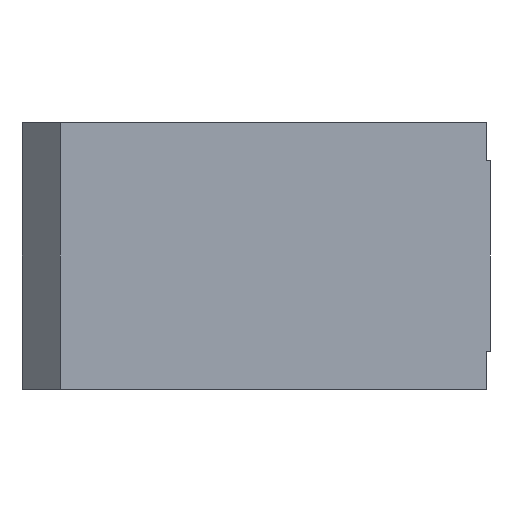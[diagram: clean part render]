
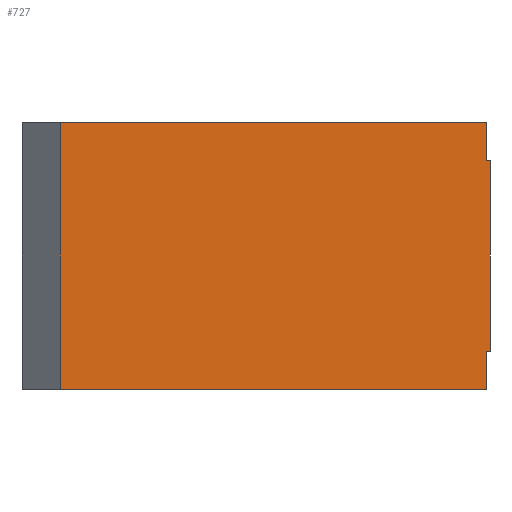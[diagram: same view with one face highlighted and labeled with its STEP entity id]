
A CAD part, left-side view. The second image highlights one B-rep face of the part: STEP entity #727.
In plain terms, the highlighted face is planar.
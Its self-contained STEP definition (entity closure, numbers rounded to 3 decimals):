
#44 = CARTESIAN_POINT ( 'NONE',  ( -6.2, 28.5, -2.5 ) ) ;
#102 = EDGE_CURVE ( 'NONE', #2534, #1417, #1576, .T. ) ;
#146 = VECTOR ( 'NONE', #1951, 1000. ) ;
#255 = LINE ( 'NONE', #2550, #1860 ) ;
#310 = FACE_OUTER_BOUND ( 'NONE', #799, .T. ) ;
#345 = CARTESIAN_POINT ( 'NONE',  ( -6.1, 28.5, 3.5 ) ) ;
#383 = LINE ( 'NONE', #1010, #146 ) ;
#423 = EDGE_CURVE ( 'NONE', #693, #2558, #473, .T. ) ;
#469 = DIRECTION ( 'NONE',  ( 0., 0., -1. ) ) ;
#473 = LINE ( 'NONE', #846, #2197 ) ;
#475 = EDGE_CURVE ( 'NONE', #2534, #1952, #2088, .T. ) ;
#522 = ORIENTED_EDGE ( 'NONE', *, *, #1370, .T. ) ;
#638 = CARTESIAN_POINT ( 'NONE',  ( 5.1, 28.5, 3.5 ) ) ;
#663 = VECTOR ( 'NONE', #1592, 1000. ) ;
#693 = VERTEX_POINT ( 'NONE', #2271 ) ;
#727 = ADVANCED_FACE ( 'NONE', ( #310 ), #2313, .F. ) ;
#746 = CARTESIAN_POINT ( 'NONE',  ( -6.1, 28.5, 2.5 ) ) ;
#799 = EDGE_LOOP ( 'NONE', ( #2823, #2570, #522, #2033, #1018, #1931, #888, #1827 ) ) ;
#846 = CARTESIAN_POINT ( 'NONE',  ( -6.2, 28.5, -2.5 ) ) ;
#886 = VECTOR ( 'NONE', #1727, 1000. ) ;
#888 = ORIENTED_EDGE ( 'NONE', *, *, #1282, .T. ) ;
#1010 = CARTESIAN_POINT ( 'NONE',  ( -6.1, 28.5, 3.5 ) ) ;
#1018 = ORIENTED_EDGE ( 'NONE', *, *, #1119, .F. ) ;
#1047 = DIRECTION ( 'NONE',  ( 0., 0., -1. ) ) ;
#1104 = LINE ( 'NONE', #44, #1824 ) ;
#1119 = EDGE_CURVE ( 'NONE', #2558, #1566, #1104, .T. ) ;
#1282 = EDGE_CURVE ( 'NONE', #693, #2649, #1999, .T. ) ;
#1286 = CARTESIAN_POINT ( 'NONE',  ( -6.1, 28.5, 3.5 ) ) ;
#1290 = DIRECTION ( 'NONE',  ( 1., 0., 0. ) ) ;
#1370 = EDGE_CURVE ( 'NONE', #1417, #2130, #255, .T. ) ;
#1417 = VERTEX_POINT ( 'NONE', #2356 ) ;
#1421 = DIRECTION ( 'NONE',  ( 1., 0., 0. ) ) ;
#1443 = EDGE_CURVE ( 'NONE', #1952, #2649, #383, .T. ) ;
#1566 = VERTEX_POINT ( 'NONE', #1965 ) ;
#1576 = LINE ( 'NONE', #2531, #663 ) ;
#1592 = DIRECTION ( 'NONE',  ( 0., 0., -1. ) ) ;
#1633 = VECTOR ( 'NONE', #1421, 1000. ) ;
#1727 = DIRECTION ( 'NONE',  ( -1., 0., 0. ) ) ;
#1824 = VECTOR ( 'NONE', #1290, 1000. ) ;
#1827 = ORIENTED_EDGE ( 'NONE', *, *, #1443, .F. ) ;
#1860 = VECTOR ( 'NONE', #2337, 1000. ) ;
#1865 = CARTESIAN_POINT ( 'NONE',  ( -6.1, 28.5, 3.5 ) ) ;
#1906 = LINE ( 'NONE', #345, #2673 ) ;
#1931 = ORIENTED_EDGE ( 'NONE', *, *, #423, .F. ) ;
#1951 = DIRECTION ( 'NONE',  ( 0., 0., -1. ) ) ;
#1952 = VERTEX_POINT ( 'NONE', #2652 ) ;
#1965 = CARTESIAN_POINT ( 'NONE',  ( -6.1, 28.5, -2.5 ) ) ;
#1999 = LINE ( 'NONE', #2076, #1633 ) ;
#2033 = ORIENTED_EDGE ( 'NONE', *, *, #2754, .F. ) ;
#2076 = CARTESIAN_POINT ( 'NONE',  ( -6.2, 28.5, 2.5 ) ) ;
#2088 = LINE ( 'NONE', #1286, #886 ) ;
#2130 = VERTEX_POINT ( 'NONE', #2486 ) ;
#2197 = VECTOR ( 'NONE', #1047, 1000. ) ;
#2271 = CARTESIAN_POINT ( 'NONE',  ( -6.2, 28.5, 2.5 ) ) ;
#2313 = PLANE ( 'NONE',  #2713 ) ;
#2337 = DIRECTION ( 'NONE',  ( -1., 0., 0. ) ) ;
#2356 = CARTESIAN_POINT ( 'NONE',  ( 5.1, 28.5, -3.5 ) ) ;
#2486 = CARTESIAN_POINT ( 'NONE',  ( -6.1, 28.5, -3.5 ) ) ;
#2531 = CARTESIAN_POINT ( 'NONE',  ( 5.1, 28.5, 3.5 ) ) ;
#2534 = VERTEX_POINT ( 'NONE', #638 ) ;
#2541 = DIRECTION ( 'NONE',  ( 0., -1., 0. ) ) ;
#2550 = CARTESIAN_POINT ( 'NONE',  ( -6.1, 28.5, -3.5 ) ) ;
#2558 = VERTEX_POINT ( 'NONE', #2739 ) ;
#2570 = ORIENTED_EDGE ( 'NONE', *, *, #102, .T. ) ;
#2601 = DIRECTION ( 'NONE',  ( 0., 0., -1. ) ) ;
#2649 = VERTEX_POINT ( 'NONE', #746 ) ;
#2652 = CARTESIAN_POINT ( 'NONE',  ( -6.1, 28.5, 3.5 ) ) ;
#2673 = VECTOR ( 'NONE', #2601, 1000. ) ;
#2713 = AXIS2_PLACEMENT_3D ( 'NONE', #1865, #2541, #469 ) ;
#2739 = CARTESIAN_POINT ( 'NONE',  ( -6.2, 28.5, -2.5 ) ) ;
#2754 = EDGE_CURVE ( 'NONE', #1566, #2130, #1906, .T. ) ;
#2823 = ORIENTED_EDGE ( 'NONE', *, *, #475, .F. ) ;
